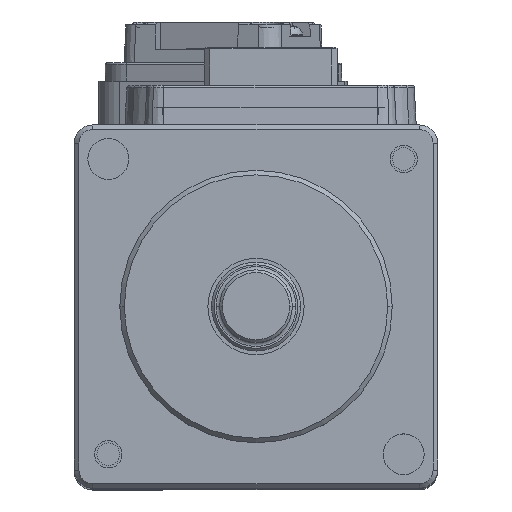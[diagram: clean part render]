
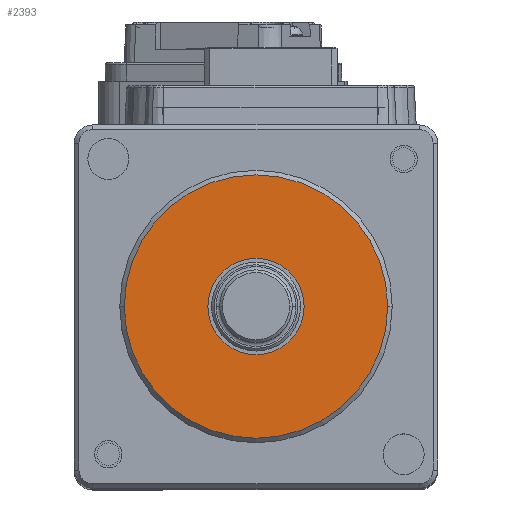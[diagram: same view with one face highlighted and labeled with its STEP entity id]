
A CAD part, top view. The second image highlights one B-rep face of the part: STEP entity #2393.
In plain terms, the highlighted planar face has unit normal (0, 0, 1).
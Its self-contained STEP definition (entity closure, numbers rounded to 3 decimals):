
#2393 = ADVANCED_FACE ( 'NONE', ( #59857, #59846 ), #59866, .T. ) ;
#3327 = EDGE_CURVE ( 'NONE', #66318, #66239, #52760, .T. ) ;
#3390 = EDGE_CURVE ( 'NONE', #66279, #66288, #52798, .T. ) ;
#3397 = EDGE_CURVE ( 'NONE', #66239, #66318, #7327, .T. ) ;
#3410 = EDGE_CURVE ( 'NONE', #66288, #66279, #7284, .T. ) ;
#5738 = AXIS2_PLACEMENT_3D ( 'NONE', #59877, #59879, #59847 ) ;
#7284 = CIRCLE ( 'NONE', #7286, 14.5 ) ;
#7286 = AXIS2_PLACEMENT_3D ( 'NONE', #56962, #56968, #56963 ) ;
#7326 = AXIS2_PLACEMENT_3D ( 'NONE', #56941, #56923, #56921 ) ;
#7327 = CIRCLE ( 'NONE', #7326, 5.3 ) ;
#8959 = EDGE_LOOP ( 'NONE', ( #36105, #36137 ) ) ;
#8966 = EDGE_LOOP ( 'NONE', ( #36022, #36140 ) ) ;
#36022 = ORIENTED_EDGE ( 'NONE', *, *, #3397, .F. ) ;
#36105 = ORIENTED_EDGE ( 'NONE', *, *, #3410, .T. ) ;
#36137 = ORIENTED_EDGE ( 'NONE', *, *, #3390, .T. ) ;
#36140 = ORIENTED_EDGE ( 'NONE', *, *, #3327, .F. ) ;
#52760 = CIRCLE ( 'NONE', #52761, 5.3 ) ;
#52761 = AXIS2_PLACEMENT_3D ( 'NONE', #56126, #56128, #56134 ) ;
#52775 = AXIS2_PLACEMENT_3D ( 'NONE', #56918, #56910, #56936 ) ;
#52798 = CIRCLE ( 'NONE', #52775, 14.5 ) ;
#56126 = CARTESIAN_POINT ( 'NONE',  ( 0., 0., 46. ) ) ;
#56128 = DIRECTION ( 'NONE',  ( 0., 0., 1. ) ) ;
#56134 = DIRECTION ( 'NONE',  ( 1., 0., 0. ) ) ;
#56910 = DIRECTION ( 'NONE',  ( 0., 0., 1. ) ) ;
#56918 = CARTESIAN_POINT ( 'NONE',  ( 0., 0., 46. ) ) ;
#56921 = DIRECTION ( 'NONE',  ( 1., 0., 0. ) ) ;
#56923 = DIRECTION ( 'NONE',  ( 0., 0., 1. ) ) ;
#56936 = DIRECTION ( 'NONE',  ( 1., 0., 0. ) ) ;
#56941 = CARTESIAN_POINT ( 'NONE',  ( 0., 0., 46. ) ) ;
#56962 = CARTESIAN_POINT ( 'NONE',  ( 0., 0., 46. ) ) ;
#56963 = DIRECTION ( 'NONE',  ( 1., 0., 0. ) ) ;
#56968 = DIRECTION ( 'NONE',  ( 0., 0., 1. ) ) ;
#58549 = CARTESIAN_POINT ( 'NONE',  ( -5.3, 0., 46. ) ) ;
#59086 = CARTESIAN_POINT ( 'NONE',  ( -14.5, 0., 46. ) ) ;
#59105 = CARTESIAN_POINT ( 'NONE',  ( 5.3, 0., 46. ) ) ;
#59119 = CARTESIAN_POINT ( 'NONE',  ( 14.5, 0., 46. ) ) ;
#59846 = FACE_BOUND ( 'NONE', #8966, .T. ) ;
#59847 = DIRECTION ( 'NONE',  ( 1., 0., 0. ) ) ;
#59857 = FACE_OUTER_BOUND ( 'NONE', #8959, .T. ) ;
#59866 = PLANE ( 'NONE',  #5738 ) ;
#59877 = CARTESIAN_POINT ( 'NONE',  ( 0., -44.141, 46. ) ) ;
#59879 = DIRECTION ( 'NONE',  ( 0., 0., 1. ) ) ;
#66239 = VERTEX_POINT ( 'NONE', #59105 ) ;
#66279 = VERTEX_POINT ( 'NONE', #59119 ) ;
#66288 = VERTEX_POINT ( 'NONE', #59086 ) ;
#66318 = VERTEX_POINT ( 'NONE', #58549 ) ;
